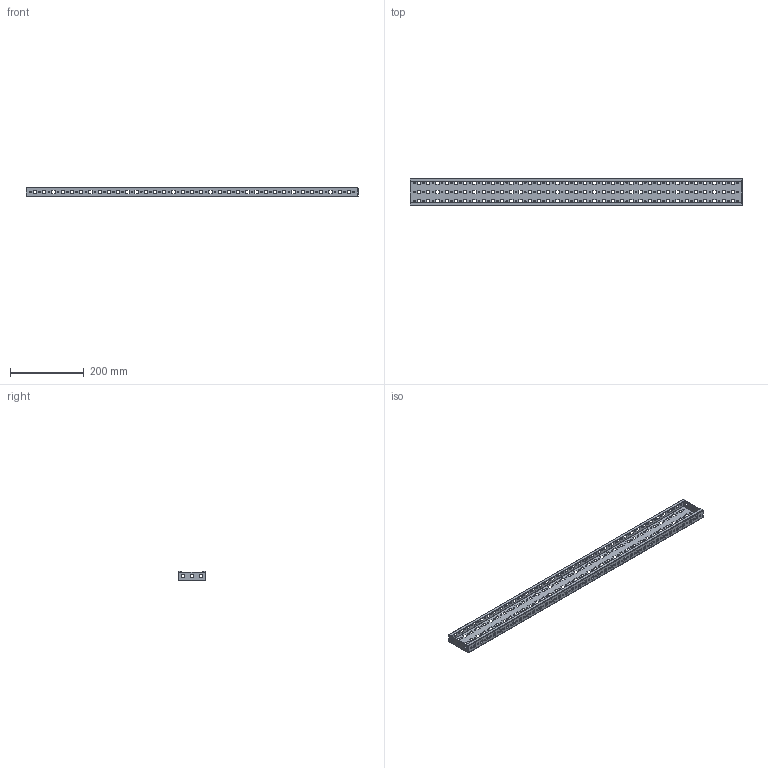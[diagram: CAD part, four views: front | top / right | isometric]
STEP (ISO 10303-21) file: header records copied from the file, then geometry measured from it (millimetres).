
FILE_DESCRIPTION (( 'STEP AP203' ), '1' );
FILE_NAME ('AC00C417.step', '2011-01-20T13:18:26', ( 'User' ), ( 'DKC' ), 'SwSTEP 2.0', 'SolidWorks 2010', '' );
FILE_SCHEMA (( 'CONFIG_CONTROL_DESIGN' ));
Length unit declared in the file: millimetre
Products named in the file (1): AC00C417
Bounding box: 899 x 75 x 25 mm (x, y, z)
Volume: 161460.5 mm3; surface area: 231818.8 mm2
Topology: 1 solids, 1 shells, 1130 faces, 3340 edges, 2212 vertices
Faces by surface type: plane 746, cylinder 384
Entity records: 39145 total; most frequent: CARTESIAN_POINT 6683, ORIENTED_EDGE 6680, DIRECTION 6374, EDGE_CURVE 3340, VECTOR 2568, LINE 2568, VERTEX_POINT 2212, AXIS2_PLACEMENT_3D 1903
